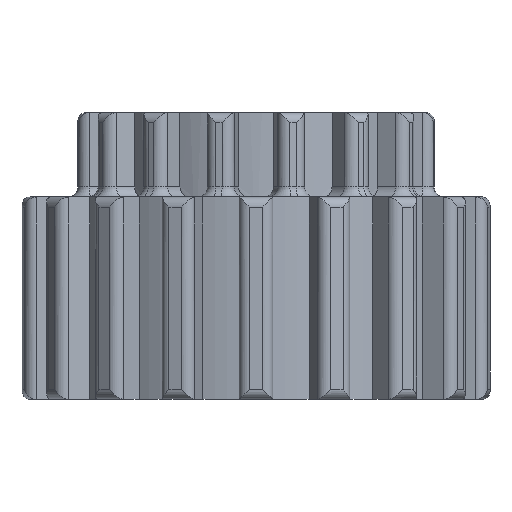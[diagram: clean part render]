
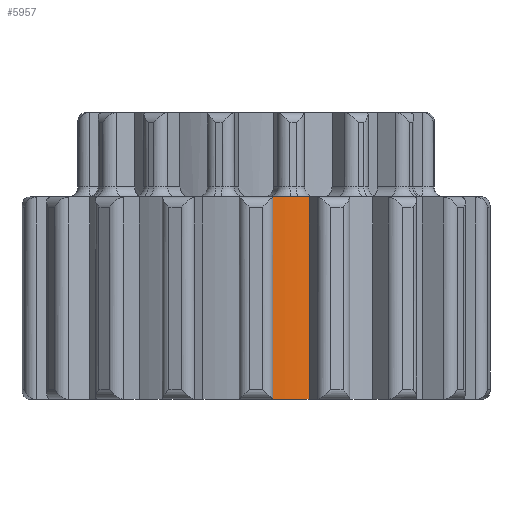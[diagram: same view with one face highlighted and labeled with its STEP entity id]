
A CAD part, front view. The second image highlights one B-rep face of the part: STEP entity #5957.
In plain terms, the highlighted cylindrical face has radius 12 mm (diameter 24 mm), a partial arc.
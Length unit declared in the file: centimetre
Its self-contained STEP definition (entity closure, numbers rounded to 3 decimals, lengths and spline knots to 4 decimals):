
#112 = CARTESIAN_POINT ( 'NONE',  ( 0.1, -1.1958, 4.2167 ) ) ;
#539 = EDGE_CURVE ( 'NONE', #5692, #9127, #5370, .T. ) ;
#582 = AXIS2_PLACEMENT_3D ( 'NONE', #8989, #818, #8937 ) ;
#818 = DIRECTION ( 'NONE',  ( 0., 0., 1. ) ) ;
#967 = LINE ( 'NONE', #112, #7516 ) ;
#974 = FACE_OUTER_BOUND ( 'NONE', #6551, .T. ) ;
#1364 = ORIENTED_EDGE ( 'NONE', *, *, #1750, .T. ) ;
#1750 = EDGE_CURVE ( 'NONE', #4879, #1820, #967, .T. ) ;
#1820 = VERTEX_POINT ( 'NONE', #8592 ) ;
#1960 = CARTESIAN_POINT ( 'NONE',  ( 0., 0., 3.0167 ) ) ;
#2117 = CARTESIAN_POINT ( 'NONE',  ( 0.315, -1.1579, 4.2167 ) ) ;
#2241 = EDGE_CURVE ( 'NONE', #1820, #5692, #4234, .T. ) ;
#2971 = DIRECTION ( 'NONE',  ( 0., 0., 1. ) ) ;
#3398 = VECTOR ( 'NONE', #2971, 100. ) ;
#3566 = DIRECTION ( 'NONE',  ( 0., 0., 1. ) ) ;
#3823 = CIRCLE ( 'NONE', #582, 1.2 ) ;
#4234 = CIRCLE ( 'NONE', #10201, 1.2 ) ;
#4413 = DIRECTION ( 'NONE',  ( 1., 0., 0. ) ) ;
#4638 = ORIENTED_EDGE ( 'NONE', *, *, #539, .T. ) ;
#4879 = VERTEX_POINT ( 'NONE', #9745 ) ;
#4905 = AXIS2_PLACEMENT_3D ( 'NONE', #10049, #9887, #9089 ) ;
#5370 = LINE ( 'NONE', #2117, #3398 ) ;
#5692 = VERTEX_POINT ( 'NONE', #7556 ) ;
#5957 = ADVANCED_FACE ( 'NONE', ( #974 ), #7428, .T. ) ;
#6063 = ORIENTED_EDGE ( 'NONE', *, *, #2241, .T. ) ;
#6506 = DIRECTION ( 'NONE',  ( 0., 0., -1. ) ) ;
#6551 = EDGE_LOOP ( 'NONE', ( #6063, #4638, #7136, #1364 ) ) ;
#7136 = ORIENTED_EDGE ( 'NONE', *, *, #10074, .F. ) ;
#7428 = CYLINDRICAL_SURFACE ( 'NONE', #4905, 1.2 ) ;
#7516 = VECTOR ( 'NONE', #6506, 100. ) ;
#7556 = CARTESIAN_POINT ( 'NONE',  ( 0.315, -1.1579, 3.0167 ) ) ;
#7587 = CARTESIAN_POINT ( 'NONE',  ( 0.315, -1.1579, 4.2167 ) ) ;
#8592 = CARTESIAN_POINT ( 'NONE',  ( 0.1, -1.1958, 3.0167 ) ) ;
#8937 = DIRECTION ( 'NONE',  ( 1., 0., 0. ) ) ;
#8989 = CARTESIAN_POINT ( 'NONE',  ( 0., 0., 4.2167 ) ) ;
#9089 = DIRECTION ( 'NONE',  ( -1., 0., 0. ) ) ;
#9127 = VERTEX_POINT ( 'NONE', #7587 ) ;
#9745 = CARTESIAN_POINT ( 'NONE',  ( 0.1, -1.1958, 4.2167 ) ) ;
#9887 = DIRECTION ( 'NONE',  ( 0., 0., -1. ) ) ;
#10049 = CARTESIAN_POINT ( 'NONE',  ( 0., 0., 4.2167 ) ) ;
#10074 = EDGE_CURVE ( 'NONE', #4879, #9127, #3823, .T. ) ;
#10201 = AXIS2_PLACEMENT_3D ( 'NONE', #1960, #3566, #4413 ) ;
